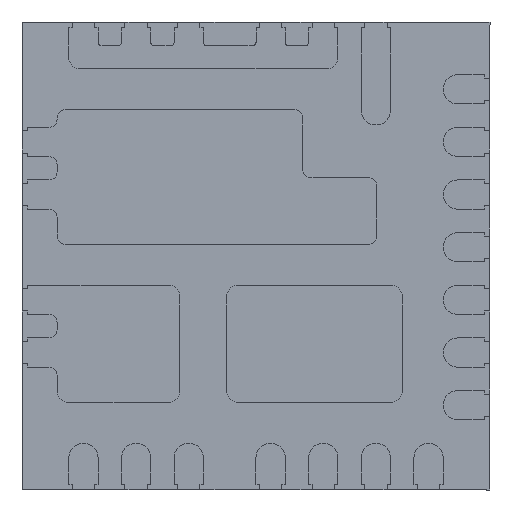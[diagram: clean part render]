
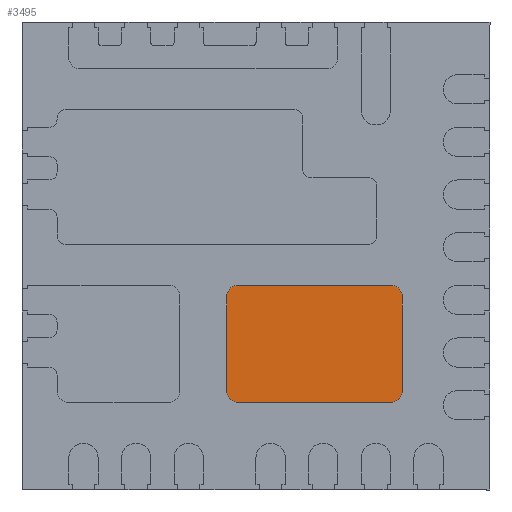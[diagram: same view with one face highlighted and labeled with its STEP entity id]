
A CAD part, front view. The second image highlights one B-rep face of the part: STEP entity #3495.
In plain terms, the highlighted planar face has unit normal (0, -1, 0).
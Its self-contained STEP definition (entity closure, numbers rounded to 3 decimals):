
#210 = DIRECTION ( 'NONE',  ( 0., 0., 1. ) ) ;
#628 = CARTESIAN_POINT ( 'NONE',  ( -0.15, 0., -0.35 ) ) ;
#631 = VECTOR ( 'NONE', #12414, 1000. ) ;
#659 = CARTESIAN_POINT ( 'NONE',  ( -0.15, 0., -1.25 ) ) ;
#977 = EDGE_CURVE ( 'NONE', #14607, #16761, #12870, .T. ) ;
#1305 = ORIENTED_EDGE ( 'NONE', *, *, #9021, .F. ) ;
#1484 = DIRECTION ( 'NONE',  ( 0., 1., 0. ) ) ;
#1806 = AXIS2_PLACEMENT_3D ( 'NONE', #10910, #9514, #16214 ) ;
#1883 = DIRECTION ( 'NONE',  ( 0., 1., 0. ) ) ;
#2314 = CARTESIAN_POINT ( 'NONE',  ( -0.15, 0., -1.25 ) ) ;
#2494 = CARTESIAN_POINT ( 'NONE',  ( -0.15, 0., -1.15 ) ) ;
#2609 = VERTEX_POINT ( 'NONE', #4801 ) ;
#2698 = LINE ( 'NONE', #8270, #631 ) ;
#2725 = AXIS2_PLACEMENT_3D ( 'NONE', #10997, #1883, #13658 ) ;
#2775 = CARTESIAN_POINT ( 'NONE',  ( 1.15, 0., -0.25 ) ) ;
#3495 = ADVANCED_FACE ( 'NONE', ( #10503 ), #4064, .F. ) ;
#3605 = DIRECTION ( 'NONE',  ( 0., 0., 1. ) ) ;
#4064 = PLANE ( 'NONE',  #6096 ) ;
#4331 = EDGE_CURVE ( 'NONE', #2609, #8555, #13202, .T. ) ;
#4339 = CIRCLE ( 'NONE', #8901, 0.1 ) ;
#4626 = DIRECTION ( 'NONE',  ( 1., 0., 0. ) ) ;
#4690 = DIRECTION ( 'NONE',  ( 0., 0., -1. ) ) ;
#4801 = CARTESIAN_POINT ( 'NONE',  ( 1.15, 0., -1.25 ) ) ;
#4996 = LINE ( 'NONE', #13647, #12428 ) ;
#5155 = ORIENTED_EDGE ( 'NONE', *, *, #14477, .F. ) ;
#5839 = VERTEX_POINT ( 'NONE', #16827 ) ;
#5958 = CARTESIAN_POINT ( 'NONE',  ( 1.15, 0., -0.25 ) ) ;
#6096 = AXIS2_PLACEMENT_3D ( 'NONE', #13476, #1484, #210 ) ;
#6294 = EDGE_CURVE ( 'NONE', #11929, #14607, #15615, .T. ) ;
#6414 = VERTEX_POINT ( 'NONE', #8846 ) ;
#6917 = EDGE_CURVE ( 'NONE', #5839, #11929, #14763, .T. ) ;
#7025 = ORIENTED_EDGE ( 'NONE', *, *, #6917, .F. ) ;
#8270 = CARTESIAN_POINT ( 'NONE',  ( -0.25, 0., -0.35 ) ) ;
#8485 = EDGE_CURVE ( 'NONE', #16761, #6414, #4996, .T. ) ;
#8555 = VERTEX_POINT ( 'NONE', #659 ) ;
#8846 = CARTESIAN_POINT ( 'NONE',  ( 1.25, 0., -1.15 ) ) ;
#8901 = AXIS2_PLACEMENT_3D ( 'NONE', #2494, #11569, #3605 ) ;
#9021 = EDGE_CURVE ( 'NONE', #12524, #5839, #2698, .T. ) ;
#9127 = ORIENTED_EDGE ( 'NONE', *, *, #977, .F. ) ;
#9474 = ORIENTED_EDGE ( 'NONE', *, *, #4331, .F. ) ;
#9514 = DIRECTION ( 'NONE',  ( 0., 1., 0. ) ) ;
#9843 = DIRECTION ( 'NONE',  ( 0., 1., 0. ) ) ;
#10320 = CARTESIAN_POINT ( 'NONE',  ( 1.25, 0., -0.35 ) ) ;
#10503 = FACE_OUTER_BOUND ( 'NONE', #16004, .T. ) ;
#10910 = CARTESIAN_POINT ( 'NONE',  ( 1.15, 0., -1.15 ) ) ;
#10997 = CARTESIAN_POINT ( 'NONE',  ( 1.15, 0., -0.35 ) ) ;
#11569 = DIRECTION ( 'NONE',  ( 0., 1., 0. ) ) ;
#11911 = ORIENTED_EDGE ( 'NONE', *, *, #6294, .F. ) ;
#11929 = VERTEX_POINT ( 'NONE', #13073 ) ;
#12171 = VECTOR ( 'NONE', #15540, 1000. ) ;
#12396 = CIRCLE ( 'NONE', #1806, 0.1 ) ;
#12414 = DIRECTION ( 'NONE',  ( 0., 0., 1. ) ) ;
#12428 = VECTOR ( 'NONE', #4690, 1000. ) ;
#12508 = DIRECTION ( 'NONE',  ( 0., 0., 1. ) ) ;
#12524 = VERTEX_POINT ( 'NONE', #13160 ) ;
#12870 = CIRCLE ( 'NONE', #2725, 0.1 ) ;
#13073 = CARTESIAN_POINT ( 'NONE',  ( -0.15, 0., -0.25 ) ) ;
#13160 = CARTESIAN_POINT ( 'NONE',  ( -0.25, 0., -1.15 ) ) ;
#13202 = LINE ( 'NONE', #2314, #12171 ) ;
#13476 = CARTESIAN_POINT ( 'NONE',  ( 0., 0., 0. ) ) ;
#13647 = CARTESIAN_POINT ( 'NONE',  ( 1.25, 0., -1.15 ) ) ;
#13658 = DIRECTION ( 'NONE',  ( 0., 0., 1. ) ) ;
#13754 = VECTOR ( 'NONE', #4626, 1000. ) ;
#14477 = EDGE_CURVE ( 'NONE', #8555, #12524, #4339, .T. ) ;
#14607 = VERTEX_POINT ( 'NONE', #2775 ) ;
#14657 = EDGE_CURVE ( 'NONE', #6414, #2609, #12396, .T. ) ;
#14763 = CIRCLE ( 'NONE', #16300, 0.1 ) ;
#15251 = ORIENTED_EDGE ( 'NONE', *, *, #8485, .F. ) ;
#15540 = DIRECTION ( 'NONE',  ( -1., 0., 0. ) ) ;
#15596 = ORIENTED_EDGE ( 'NONE', *, *, #14657, .F. ) ;
#15615 = LINE ( 'NONE', #5958, #13754 ) ;
#16004 = EDGE_LOOP ( 'NONE', ( #15251, #9127, #11911, #7025, #1305, #5155, #9474, #15596 ) ) ;
#16214 = DIRECTION ( 'NONE',  ( 0., 0., 1. ) ) ;
#16300 = AXIS2_PLACEMENT_3D ( 'NONE', #628, #9843, #12508 ) ;
#16761 = VERTEX_POINT ( 'NONE', #10320 ) ;
#16827 = CARTESIAN_POINT ( 'NONE',  ( -0.25, 0., -0.35 ) ) ;
